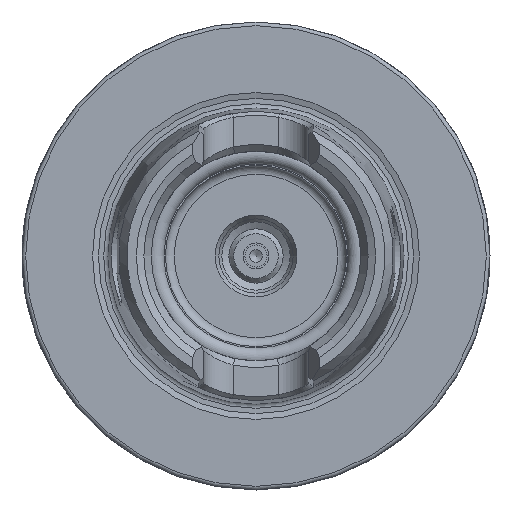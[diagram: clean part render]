
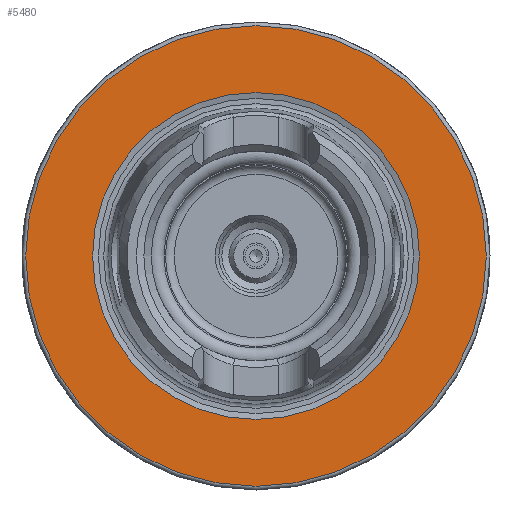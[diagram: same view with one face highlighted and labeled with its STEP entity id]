
A CAD part, left-side view. The second image highlights one B-rep face of the part: STEP entity #5480.
In plain terms, the highlighted planar face has unit normal (-1, 0, 0).
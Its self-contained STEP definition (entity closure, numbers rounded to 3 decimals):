
#5446=CARTESIAN_POINT('',(0.0,22.,0.0));
#5447=VERTEX_POINT('',#5446);
#5448=CARTESIAN_POINT('',(0.0,0.,0.0));
#5449=DIRECTION('',(1.0,0.0,0.0));
#5450=DIRECTION('',(0.0,1.0,0.0));
#5451=AXIS2_PLACEMENT_3D('',#5448,#5449,#5450);
#5452=CIRCLE('',#5451,22.);
#5453=EDGE_CURVE('',#5447,#5447,#5452,.T.);
#5461=CARTESIAN_POINT('',(0.0,26.5,0.0));
#5462=DIRECTION('',(-1.0,0.0,0.0));
#5463=DIRECTION('',(0.0,0.0,1.0));
#5464=AXIS2_PLACEMENT_3D('',#5461,#5462,#5463);
#5465=PLANE('',#5464);
#5466=CARTESIAN_POINT('',(0.0,31.,0.0));
#5467=VERTEX_POINT('',#5466);
#5468=CARTESIAN_POINT('',(0.0,0.,0.0));
#5469=DIRECTION('',(1.0,0.0,0.0));
#5470=DIRECTION('',(0.0,1.0,0.0));
#5471=AXIS2_PLACEMENT_3D('',#5468,#5469,#5470);
#5472=CIRCLE('',#5471,31.);
#5473=EDGE_CURVE('',#5467,#5467,#5472,.T.);
#5474=ORIENTED_EDGE('',*,*,#5473,.F.);
#5475=EDGE_LOOP('',(#5474));
#5476=FACE_OUTER_BOUND('',#5475,.T.);
#5477=ORIENTED_EDGE('',*,*,#5453,.T.);
#5478=EDGE_LOOP('',(#5477));
#5479=FACE_BOUND('',#5478,.T.);
#5480=ADVANCED_FACE('',(#5476,#5479),#5465,.T.);
